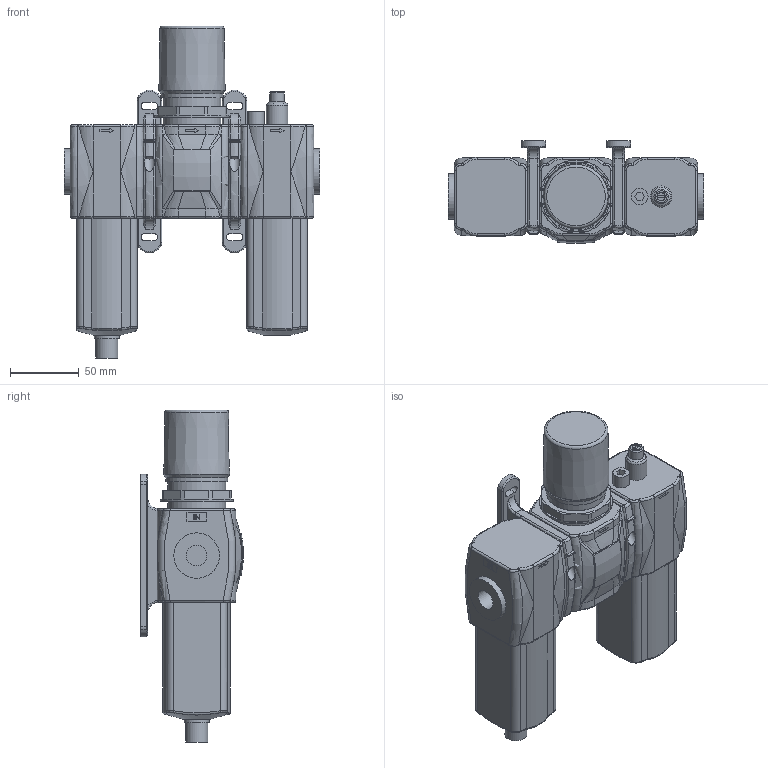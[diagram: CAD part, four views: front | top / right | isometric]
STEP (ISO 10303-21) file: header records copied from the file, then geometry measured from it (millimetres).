
FILE_DESCRIPTION(/* description */ ('Unknown'),/* implementation_level */ '2;1');
FILE_NAME(/* name */ 'GN172BK@',/* time_stamp */ '2018-10-15T09:17:20-04:00',/* author */ ('Unknown'),/* organization */ ('Unknown'),/* preprocessor_version */ 'ST-DEVELOPER v16.7',/* originating_system */ 'DEX',/* authorisation */ $);
FILE_SCHEMA (('AUTOMOTIVE_DESIGN {1 0 10303 214 3 1 1}'));
Length unit declared in the file: millimetre
Products named in the file (5): GN172BK@; #172BF#; T172Y; #172BRM##; #172BL#
Assembly tree (5 placements, depth 2):
  GN172BK@
    #172BF#
    T172Y  x2
    #172BRM##
    #172BL#
Bounding box: 185.4 x 74.27 x 240.6 mm (x, y, z)
Volume: 1147756.1 mm3; surface area: 136125.2 mm2
Topology: 6 solids, 6 shells, 720 faces, 1743 edges, 1088 vertices
Faces by surface type: plane 314, cylinder 174, bspline 149, torus 64, cone 15, sphere 4
Full cylindrical faces by diameter (mm): 4.5 x1, 5.6 x1, 6 x1, 7.5 x2, 10.5 x1, 12 x2, 14.95 x6, 15.5 x1, 16 x1, 18 x1, 19 x3, 23 x3, 33 x8, 42 x2, 43 x1, 45 x1, 53 x1
Entity records: 25884 total; most frequent: CARTESIAN_POINT 7951, ORIENTED_EDGE 3006, DIRECTION 2420, EDGE_CURVE 1503, VERTEX_POINT 973, AXIS2_PLACEMENT_3D 822, LINE 776, VECTOR 776
